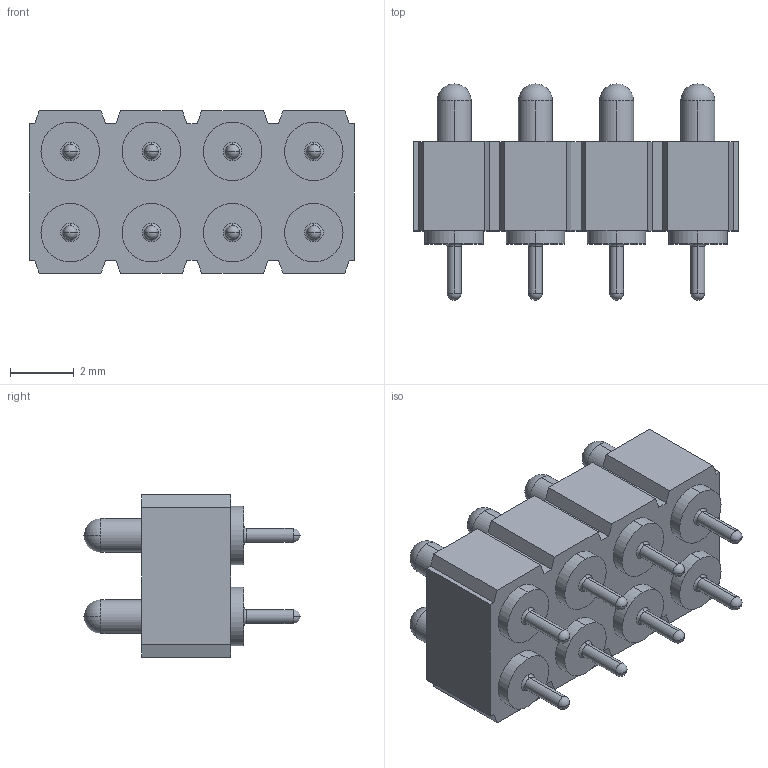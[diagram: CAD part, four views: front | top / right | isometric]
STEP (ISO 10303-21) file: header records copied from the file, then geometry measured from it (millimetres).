
FILE_DESCRIPTION (( 'STEP AP214' ), '1' );
FILE_NAME ('mill-max-823-22-008-10-002101.STEP', '2022-06-15T23:48:35', ( '' ), ( '' ), 'SwSTEP 2.0', 'SolidWorks 2021', '' );
FILE_SCHEMA (( 'AUTOMOTIVE_DESIGN' ));
Length unit declared in the file: inch
Products named in the file (3): P4XX-28-010-00-090000_P408-28-010-00-090000; 0906_default; mill-max-823-22-008-10-002101
Assembly tree (9 placements, depth 2):
  mill-max-823-22-008-10-002101
    P4XX-28-010-00-090000_P408-28-010-00-090000
    0906_default  x8
Bounding box: 10.16 x 6.76 x 5.08 mm (x, y, z)
Volume: 153.1 mm3; surface area: 492.3 mm2
Topology: 9 solids, 9 shells, 246 faces, 588 edges, 360 vertices
Faces by surface type: cylinder 96, plane 70, cone 32, sphere 32, torus 16
Entity records: 2638 total; most frequent: DIRECTION 454, CARTESIAN_POINT 432, ORIENTED_EDGE 412, EDGE_CURVE 206, AXIS2_PLACEMENT_3D 158, VECTOR 138, LINE 138, VERTEX_POINT 136
